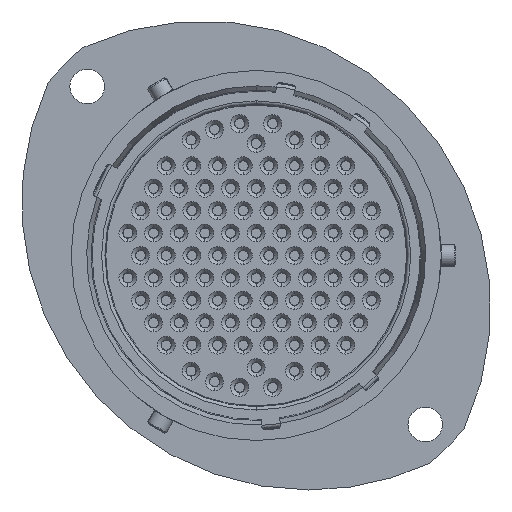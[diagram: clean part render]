
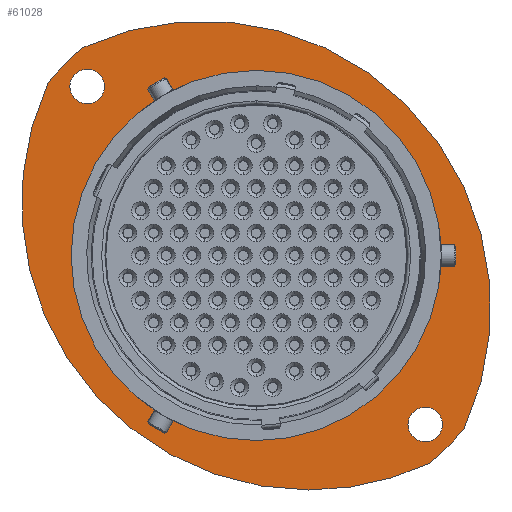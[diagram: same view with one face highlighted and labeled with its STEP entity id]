
A CAD part, left-side view. The second image highlights one B-rep face of the part: STEP entity #61028.
In plain terms, the highlighted planar face has unit normal (-1, 0, 0).
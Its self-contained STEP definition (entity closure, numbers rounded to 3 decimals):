
#1004 = CARTESIAN_POINT ( 'NONE',  ( 78.89, -3.774, -66.513 ) ) ;
#1539 = EDGE_CURVE ( 'NONE', #68354, #72507, #54581, .T. ) ;
#1672 = EDGE_CURVE ( 'NONE', #40100, #84764, #14653, .T. ) ;
#2208 = CARTESIAN_POINT ( 'NONE',  ( 78.89, 7.169, -72.671 ) ) ;
#3344 = EDGE_CURVE ( 'NONE', #69640, #38472, #58086, .T. ) ;
#4022 = CARTESIAN_POINT ( 'NONE',  ( 78.89, 28.011, -34.729 ) ) ;
#4159 = DIRECTION ( 'NONE',  ( 0., 0., 1. ) ) ;
#4962 = CARTESIAN_POINT ( 'NONE',  ( 78.89, -4.172, -70.174 ) ) ;
#5668 = CARTESIAN_POINT ( 'NONE',  ( 78.89, 7.169, -45.671 ) ) ;
#6202 = CARTESIAN_POINT ( 'NONE',  ( 78.89, 28.011, -33.104 ) ) ;
#6717 = DIRECTION ( 'NONE',  ( 1., 0., 0. ) ) ;
#11501 = AXIS2_PLACEMENT_3D ( 'NONE', #70802, #42523, #28637 ) ;
#12584 = DIRECTION ( 'NONE',  ( -1., 0., 0. ) ) ;
#12671 = CARTESIAN_POINT ( 'NONE',  ( 78.89, 7.169, -45.671 ) ) ;
#12680 = ORIENTED_EDGE ( 'NONE', *, *, #59073, .T. ) ;
#13072 = EDGE_CURVE ( 'NONE', #72507, #32915, #90053, .T. ) ;
#13201 = DIRECTION ( 'NONE',  ( 0., 0., -1. ) ) ;
#13430 = ORIENTED_EDGE ( 'NONE', *, *, #3344, .T. ) ;
#13516 = DIRECTION ( 'NONE',  ( 0., 0., -1. ) ) ;
#13762 = DIRECTION ( 'NONE',  ( -1., 0., 0. ) ) ;
#14653 = CIRCLE ( 'NONE', #66475, 1.625 ) ;
#14741 = CIRCLE ( 'NONE', #57720, 27. ) ;
#14926 = EDGE_LOOP ( 'NONE', ( #36747, #79337 ) ) ;
#17535 = AXIS2_PLACEMENT_3D ( 'NONE', #5668, #77000, #13516 ) ;
#19641 = DIRECTION ( 'NONE',  ( 0., 0., -1. ) ) ;
#20015 = EDGE_CURVE ( 'NONE', #59064, #85917, #30594, .T. ) ;
#20337 = AXIS2_PLACEMENT_3D ( 'NONE', #4022, #81424, #88833 ) ;
#21062 = CARTESIAN_POINT ( 'NONE',  ( 78.89, 28.011, -36.354 ) ) ;
#21998 = CIRCLE ( 'NONE', #45556, 17.405 ) ;
#22316 = CARTESIAN_POINT ( 'NONE',  ( 78.89, 28.409, -31.068 ) ) ;
#23152 = EDGE_CURVE ( 'NONE', #84764, #40100, #50061, .T. ) ;
#23567 = DIRECTION ( 'NONE',  ( 0., 0., -1. ) ) ;
#25054 = ORIENTED_EDGE ( 'NONE', *, *, #20015, .F. ) ;
#26201 = CARTESIAN_POINT ( 'NONE',  ( 78.89, 28.011, -34.729 ) ) ;
#26480 = AXIS2_PLACEMENT_3D ( 'NONE', #62025, #13762, #70743 ) ;
#28257 = EDGE_LOOP ( 'NONE', ( #68438, #25054 ) ) ;
#28637 = DIRECTION ( 'NONE',  ( 0., 0., -1. ) ) ;
#30030 = CIRCLE ( 'NONE', #32966, 17.405 ) ;
#30269 = ORIENTED_EDGE ( 'NONE', *, *, #1539, .T. ) ;
#30532 = DIRECTION ( 'NONE',  ( -1., 0., 0. ) ) ;
#30594 = CIRCLE ( 'NONE', #42394, 1.625 ) ;
#31376 = CARTESIAN_POINT ( 'NONE',  ( 78.89, -3.774, -68.138 ) ) ;
#32915 = VERTEX_POINT ( 'NONE', #64033 ) ;
#32966 = AXIS2_PLACEMENT_3D ( 'NONE', #91450, #54902, #77561 ) ;
#32983 = EDGE_CURVE ( 'NONE', #48020, #43409, #21998, .T. ) ;
#33342 = DIRECTION ( 'NONE',  ( 0., 0., -1. ) ) ;
#33427 = CARTESIAN_POINT ( 'NONE',  ( 78.89, 12.119, -50.621 ) ) ;
#36575 = CIRCLE ( 'NONE', #20337, 1.625 ) ;
#36747 = ORIENTED_EDGE ( 'NONE', *, *, #32983, .F. ) ;
#37493 = EDGE_CURVE ( 'NONE', #43409, #48020, #30030, .T. ) ;
#38472 = VERTEX_POINT ( 'NONE', #51622 ) ;
#40100 = VERTEX_POINT ( 'NONE', #77788 ) ;
#41851 = FACE_OUTER_BOUND ( 'NONE', #67786, .T. ) ;
#42394 = AXIS2_PLACEMENT_3D ( 'NONE', #26201, #62841, #13201 ) ;
#42523 = DIRECTION ( 'NONE',  ( -1., 0., 0. ) ) ;
#43409 = VERTEX_POINT ( 'NONE', #88987 ) ;
#44387 = ORIENTED_EDGE ( 'NONE', *, *, #23152, .F. ) ;
#45338 = EDGE_CURVE ( 'NONE', #32915, #69640, #59679, .T. ) ;
#45556 = AXIS2_PLACEMENT_3D ( 'NONE', #52871, #67181, #4159 ) ;
#45885 = DIRECTION ( 'NONE',  ( -1., 0., 0. ) ) ;
#48020 = VERTEX_POINT ( 'NONE', #58844 ) ;
#48824 = DIRECTION ( 'NONE',  ( -1., 0., 0. ) ) ;
#49336 = FACE_BOUND ( 'NONE', #28257, .T. ) ;
#50061 = CIRCLE ( 'NONE', #11501, 1.625 ) ;
#50266 = FACE_BOUND ( 'NONE', #14926, .T. ) ;
#51622 = CARTESIAN_POINT ( 'NONE',  ( 78.89, 31.672, -34.33 ) ) ;
#52871 = CARTESIAN_POINT ( 'NONE',  ( 78.89, 12.119, -50.621 ) ) ;
#52980 = DIRECTION ( 'NONE',  ( 0., 0., 1. ) ) ;
#54581 = CIRCLE ( 'NONE', #17535, 27. ) ;
#54902 = DIRECTION ( 'NONE',  ( -1., 0., 0. ) ) ;
#55836 = PLANE ( 'NONE',  #71487 ) ;
#56283 = FACE_BOUND ( 'NONE', #83302, .T. ) ;
#57720 = AXIS2_PLACEMENT_3D ( 'NONE', #12671, #48824, #19641 ) ;
#57888 = CARTESIAN_POINT ( 'NONE',  ( 78.89, 17.068, -55.571 ) ) ;
#58086 = CIRCLE ( 'NONE', #74313, 25.45 ) ;
#58844 = CARTESIAN_POINT ( 'NONE',  ( 78.89, 12.119, -33.216 ) ) ;
#59064 = VERTEX_POINT ( 'NONE', #6202 ) ;
#59073 = EDGE_CURVE ( 'NONE', #38472, #68354, #14741, .T. ) ;
#59679 = CIRCLE ( 'NONE', #74435, 27. ) ;
#61028 = ADVANCED_FACE ( 'NONE', ( #56283, #49336, #50266, #41851 ), #55836, .F. ) ;
#61614 = ORIENTED_EDGE ( 'NONE', *, *, #13072, .T. ) ;
#62025 = CARTESIAN_POINT ( 'NONE',  ( 78.89, 12.119, -50.621 ) ) ;
#62734 = ORIENTED_EDGE ( 'NONE', *, *, #1672, .F. ) ;
#62841 = DIRECTION ( 'NONE',  ( -1., 0., 0. ) ) ;
#64033 = CARTESIAN_POINT ( 'NONE',  ( 78.89, -7.435, -66.911 ) ) ;
#66475 = AXIS2_PLACEMENT_3D ( 'NONE', #1004, #45885, #33342 ) ;
#67181 = DIRECTION ( 'NONE',  ( -1., 0., 0. ) ) ;
#67786 = EDGE_LOOP ( 'NONE', ( #12680, #30269, #61614, #84072, #13430 ) ) ;
#68354 = VERTEX_POINT ( 'NONE', #2208 ) ;
#68438 = ORIENTED_EDGE ( 'NONE', *, *, #72489, .F. ) ;
#69640 = VERTEX_POINT ( 'NONE', #22316 ) ;
#69689 = CARTESIAN_POINT ( 'NONE',  ( 78.89, 29.524, -50.621 ) ) ;
#70743 = DIRECTION ( 'NONE',  ( 0., 0., 1. ) ) ;
#70802 = CARTESIAN_POINT ( 'NONE',  ( 78.89, -3.774, -66.513 ) ) ;
#71487 = AXIS2_PLACEMENT_3D ( 'NONE', #69689, #6717, #77574 ) ;
#72489 = EDGE_CURVE ( 'NONE', #85917, #59064, #36575, .T. ) ;
#72507 = VERTEX_POINT ( 'NONE', #4962 ) ;
#74313 = AXIS2_PLACEMENT_3D ( 'NONE', #33427, #12584, #52980 ) ;
#74435 = AXIS2_PLACEMENT_3D ( 'NONE', #57888, #30532, #23567 ) ;
#77000 = DIRECTION ( 'NONE',  ( -1., 0., 0. ) ) ;
#77561 = DIRECTION ( 'NONE',  ( 0., 0., 1. ) ) ;
#77574 = DIRECTION ( 'NONE',  ( 0., 0., -1. ) ) ;
#77788 = CARTESIAN_POINT ( 'NONE',  ( 78.89, -3.774, -64.888 ) ) ;
#79337 = ORIENTED_EDGE ( 'NONE', *, *, #37493, .F. ) ;
#81424 = DIRECTION ( 'NONE',  ( -1., 0., 0. ) ) ;
#83302 = EDGE_LOOP ( 'NONE', ( #44387, #62734 ) ) ;
#84072 = ORIENTED_EDGE ( 'NONE', *, *, #45338, .T. ) ;
#84764 = VERTEX_POINT ( 'NONE', #31376 ) ;
#85917 = VERTEX_POINT ( 'NONE', #21062 ) ;
#88833 = DIRECTION ( 'NONE',  ( 0., 0., -1. ) ) ;
#88987 = CARTESIAN_POINT ( 'NONE',  ( 78.89, 12.119, -68.026 ) ) ;
#90053 = CIRCLE ( 'NONE', #26480, 25.45 ) ;
#91450 = CARTESIAN_POINT ( 'NONE',  ( 78.89, 12.119, -50.621 ) ) ;
